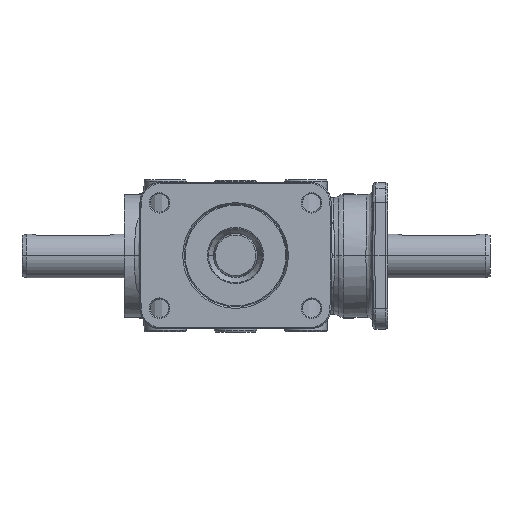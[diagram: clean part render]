
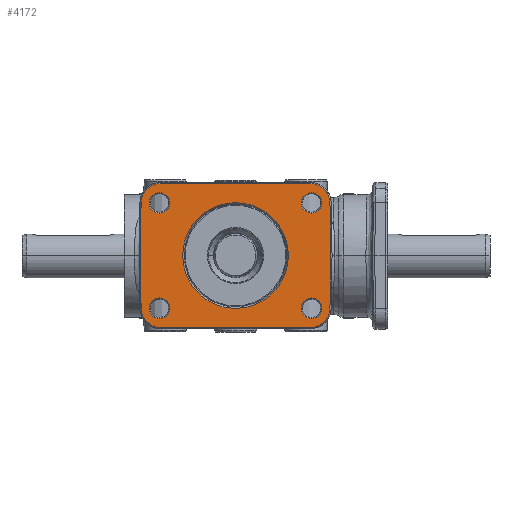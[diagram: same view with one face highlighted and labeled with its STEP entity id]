
A CAD part, top view. The second image highlights one B-rep face of the part: STEP entity #4172.
In plain terms, the highlighted planar face has unit normal (0, 0, 1).
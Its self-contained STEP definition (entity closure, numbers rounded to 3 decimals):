
#4172=ADVANCED_FACE('',(#8447,#8448,#8449,#8450,#8451,#8452),#8453,.F.);
#8447=FACE_OUTER_BOUND('',#44875,.T.);
#8448=FACE_BOUND('',#44876,.T.);
#8449=FACE_BOUND('',#44877,.T.);
#8450=FACE_BOUND('',#44878,.T.);
#8451=FACE_BOUND('',#44879,.T.);
#8452=FACE_BOUND('',#44880,.T.);
#8453=PLANE('',#44881);
#44875=EDGE_LOOP('',(#53502,#53503,#53504,#53505,#53506,#53507,#53508,#53509,#53510,#53511,#53512,#53513,#53514,#53515));
#44876=EDGE_LOOP('',(#53516,#53517));
#44877=EDGE_LOOP('',(#53518,#53519));
#44878=EDGE_LOOP('',(#53520,#53521));
#44879=EDGE_LOOP('',(#53522,#53523));
#44880=EDGE_LOOP('',(#53524,#53525));
#44881=AXIS2_PLACEMENT_3D('',#53526,#53527,#53528);
#53502=ORIENTED_EDGE('',*,*,#55403,.F.);
#53503=ORIENTED_EDGE('',*,*,#53976,.F.);
#53504=ORIENTED_EDGE('',*,*,#57648,.F.);
#53505=ORIENTED_EDGE('',*,*,#57650,.F.);
#53506=ORIENTED_EDGE('',*,*,#57653,.F.);
#53507=ORIENTED_EDGE('',*,*,#53971,.F.);
#53508=ORIENTED_EDGE('',*,*,#57656,.F.);
#53509=ORIENTED_EDGE('',*,*,#57658,.F.);
#53510=ORIENTED_EDGE('',*,*,#54627,.F.);
#53511=ORIENTED_EDGE('',*,*,#55393,.F.);
#53512=ORIENTED_EDGE('',*,*,#55395,.F.);
#53513=ORIENTED_EDGE('',*,*,#55398,.F.);
#53514=ORIENTED_EDGE('',*,*,#54622,.F.);
#53515=ORIENTED_EDGE('',*,*,#55401,.F.);
#53516=ORIENTED_EDGE('',*,*,#55196,.F.);
#53517=ORIENTED_EDGE('',*,*,#54815,.F.);
#53518=ORIENTED_EDGE('',*,*,#55201,.F.);
#53519=ORIENTED_EDGE('',*,*,#54805,.F.);
#53520=ORIENTED_EDGE('',*,*,#55206,.F.);
#53521=ORIENTED_EDGE('',*,*,#54795,.F.);
#53522=ORIENTED_EDGE('',*,*,#55211,.F.);
#53523=ORIENTED_EDGE('',*,*,#54785,.F.);
#53524=ORIENTED_EDGE('',*,*,#57670,.F.);
#53525=ORIENTED_EDGE('',*,*,#53948,.F.);
#53526=CARTESIAN_POINT('',(33.75,0.0,90.0));
#53527=DIRECTION('',(0.0,0.0,-1.0));
#53528=DIRECTION('',(0.0,-1.0,0.0));
#53948=EDGE_CURVE('',#57946,#57949,#57950,.T.);
#53971=EDGE_CURVE('',#57981,#57984,#57985,.T.);
#53976=EDGE_CURVE('',#57990,#57993,#57994,.T.);
#54622=EDGE_CURVE('',#59167,#59170,#59171,.T.);
#54627=EDGE_CURVE('',#59176,#59179,#59180,.T.);
#54785=EDGE_CURVE('',#59447,#59450,#59451,.T.);
#54795=EDGE_CURVE('',#59463,#59466,#59467,.T.);
#54805=EDGE_CURVE('',#59479,#59482,#59483,.T.);
#54815=EDGE_CURVE('',#59495,#59498,#59499,.T.);
#55196=EDGE_CURVE('',#59498,#59495,#60025,.T.);
#55201=EDGE_CURVE('',#59482,#59479,#60031,.T.);
#55206=EDGE_CURVE('',#59466,#59463,#60037,.T.);
#55211=EDGE_CURVE('',#59450,#59447,#60043,.T.);
#55393=EDGE_CURVE('',#60264,#59176,#60266,.T.);
#55395=EDGE_CURVE('',#60268,#60264,#60269,.T.);
#55398=EDGE_CURVE('',#59170,#60268,#60272,.T.);
#55401=EDGE_CURVE('',#60274,#59167,#60276,.T.);
#55403=EDGE_CURVE('',#57993,#60274,#60278,.T.);
#57648=EDGE_CURVE('',#63349,#57990,#63351,.T.);
#57650=EDGE_CURVE('',#63353,#63349,#63354,.T.);
#57653=EDGE_CURVE('',#57984,#63353,#63357,.T.);
#57656=EDGE_CURVE('',#63359,#57981,#63361,.T.);
#57658=EDGE_CURVE('',#59179,#63359,#63363,.T.);
#57670=EDGE_CURVE('',#57949,#57946,#63375,.T.);
#57946=VERTEX_POINT('',#63903);
#57949=VERTEX_POINT('',#63907);
#57950=CIRCLE('',#63908,18.077);
#57981=VERTEX_POINT('',#63948);
#57984=VERTEX_POINT('',#63952);
#57985=CIRCLE('',#63953,6.596);
#57990=VERTEX_POINT('',#63959);
#57993=VERTEX_POINT('',#63963);
#57994=CIRCLE('',#63964,6.596);
#59167=VERTEX_POINT('',#67842);
#59170=VERTEX_POINT('',#67846);
#59171=CIRCLE('',#67847,6.596);
#59176=VERTEX_POINT('',#67853);
#59179=VERTEX_POINT('',#67857);
#59180=CIRCLE('',#67858,6.596);
#59447=VERTEX_POINT('',#68521);
#59450=VERTEX_POINT('',#68525);
#59451=CIRCLE('',#68526,3.496);
#59463=VERTEX_POINT('',#68541);
#59466=VERTEX_POINT('',#68545);
#59467=CIRCLE('',#68546,3.496);
#59479=VERTEX_POINT('',#68561);
#59482=VERTEX_POINT('',#68565);
#59483=CIRCLE('',#68566,3.496);
#59495=VERTEX_POINT('',#68581);
#59498=VERTEX_POINT('',#68585);
#59499=CIRCLE('',#68586,3.496);
#60025=CIRCLE('',#70400,3.496);
#60031=CIRCLE('',#70406,3.496);
#60037=CIRCLE('',#70412,3.496);
#60043=CIRCLE('',#70418,3.496);
#60264=VERTEX_POINT('',#70892);
#60266=CIRCLE('',#70895,6.596);
#60268=VERTEX_POINT('',#70897);
#60269=LINE('',#70898,#70899);
#60272=LINE('',#70903,#70904);
#60274=VERTEX_POINT('',#70906);
#60276=CIRCLE('',#70909,6.596);
#60278=LINE('',#70911,#70912);
#63349=VERTEX_POINT('',#80385);
#63351=CIRCLE('',#80388,6.596);
#63353=VERTEX_POINT('',#80390);
#63354=LINE('',#80391,#80392);
#63357=LINE('',#80396,#80397);
#63359=VERTEX_POINT('',#80399);
#63361=CIRCLE('',#80402,6.596);
#63363=LINE('',#80404,#80405);
#63375=CIRCLE('',#80417,18.077);
#63903=CARTESIAN_POINT('',(-18.077,0.,90.0));
#63907=CARTESIAN_POINT('',(18.077,0.,90.0));
#63908=AXIS2_PLACEMENT_3D('',#80673,#80674,#80675);
#63948=CARTESIAN_POINT('',(-30.308,-22.705,90.0));
#63952=CARTESIAN_POINT('',(-32.28,-18.115,90.0));
#63953=AXIS2_PLACEMENT_3D('',#80707,#80708,#80709);
#63959=CARTESIAN_POINT('',(-30.308,22.705,90.0));
#63963=CARTESIAN_POINT('',(-25.685,24.596,90.0));
#63964=AXIS2_PLACEMENT_3D('',#80715,#80716,#80717);
#67842=CARTESIAN_POINT('',(30.308,22.705,90.0));
#67846=CARTESIAN_POINT('',(32.28,18.115,90.0));
#67847=AXIS2_PLACEMENT_3D('',#81300,#81301,#81302);
#67853=CARTESIAN_POINT('',(30.308,-22.705,90.0));
#67857=CARTESIAN_POINT('',(25.685,-24.596,90.0));
#67858=AXIS2_PLACEMENT_3D('',#81308,#81309,#81310);
#68521=CARTESIAN_POINT('',(-29.496,-18.0,90.0));
#68525=CARTESIAN_POINT('',(-22.504,-18.0,90.0));
#68526=AXIS2_PLACEMENT_3D('',#81523,#81524,#81525);
#68541=CARTESIAN_POINT('',(22.504,-18.0,90.0));
#68545=CARTESIAN_POINT('',(29.496,-18.0,90.0));
#68546=AXIS2_PLACEMENT_3D('',#81539,#81540,#81541);
#68561=CARTESIAN_POINT('',(22.504,18.0,90.0));
#68565=CARTESIAN_POINT('',(29.496,18.0,90.0));
#68566=AXIS2_PLACEMENT_3D('',#81555,#81556,#81557);
#68581=CARTESIAN_POINT('',(-29.496,18.0,90.0));
#68585=CARTESIAN_POINT('',(-22.504,18.0,90.0));
#68586=AXIS2_PLACEMENT_3D('',#81571,#81572,#81573);
#70400=AXIS2_PLACEMENT_3D('',#81990,#81991,#81992);
#70406=AXIS2_PLACEMENT_3D('',#81999,#82000,#82001);
#70412=AXIS2_PLACEMENT_3D('',#82008,#82009,#82010);
#70418=AXIS2_PLACEMENT_3D('',#82017,#82018,#82019);
#70892=CARTESIAN_POINT('',(32.28,-18.115,90.0));
#70895=AXIS2_PLACEMENT_3D('',#82244,#82245,#82246);
#70897=CARTESIAN_POINT('',(32.596,0.,90.0));
#70898=CARTESIAN_POINT('',(32.596,0.,90.0));
#70899=VECTOR('',#82247,18.118);
#70903=CARTESIAN_POINT('',(32.28,18.115,90.0));
#70904=VECTOR('',#82249,18.118);
#70906=CARTESIAN_POINT('',(25.685,24.596,90.0));
#70909=AXIS2_PLACEMENT_3D('',#82251,#82252,#82253);
#70911=CARTESIAN_POINT('',(-25.685,24.596,90.0));
#70912=VECTOR('',#82254,51.369);
#80385=CARTESIAN_POINT('',(-32.28,18.115,90.0));
#80388=AXIS2_PLACEMENT_3D('',#83953,#83954,#83955);
#80390=CARTESIAN_POINT('',(-32.596,0.,90.0));
#80391=CARTESIAN_POINT('',(-32.596,0.,90.0));
#80392=VECTOR('',#83956,18.118);
#80396=CARTESIAN_POINT('',(-32.28,-18.115,90.0));
#80397=VECTOR('',#83958,18.118);
#80399=CARTESIAN_POINT('',(-25.685,-24.596,90.0));
#80402=AXIS2_PLACEMENT_3D('',#83960,#83961,#83962);
#80404=CARTESIAN_POINT('',(25.685,-24.596,90.0));
#80405=VECTOR('',#83963,51.369);
#80417=AXIS2_PLACEMENT_3D('',#83976,#83977,#83978);
#80673=CARTESIAN_POINT('',(0.0,0.0,90.0));
#80674=DIRECTION('',(0.0,0.0,1.0));
#80675=DIRECTION('',(-1.0,0.0,0.0));
#80707=CARTESIAN_POINT('',(-25.685,-18.0,90.0));
#80708=DIRECTION('',(-0.0,0.0,-1.0));
#80709=DIRECTION('',(-0.701,-0.713,0.0));
#80715=CARTESIAN_POINT('',(-25.685,18.0,90.0));
#80716=DIRECTION('',(0.0,0.0,-1.0));
#80717=DIRECTION('',(-0.701,0.713,0.0));
#81300=CARTESIAN_POINT('',(25.685,18.0,90.0));
#81301=DIRECTION('',(0.0,0.0,-1.0));
#81302=DIRECTION('',(0.701,0.713,0.0));
#81308=CARTESIAN_POINT('',(25.685,-18.0,90.0));
#81309=DIRECTION('',(0.0,0.0,-1.0));
#81310=DIRECTION('',(0.701,-0.713,0.0));
#81523=CARTESIAN_POINT('',(-26.0,-18.0,90.0));
#81524=DIRECTION('',(0.0,0.0,1.0));
#81525=DIRECTION('',(-1.0,0.0,0.0));
#81539=CARTESIAN_POINT('',(26.0,-18.0,90.0));
#81540=DIRECTION('',(0.0,0.0,1.0));
#81541=DIRECTION('',(-1.0,0.0,0.0));
#81555=CARTESIAN_POINT('',(26.0,18.0,90.0));
#81556=DIRECTION('',(0.0,0.0,1.0));
#81557=DIRECTION('',(-1.0,0.0,0.0));
#81571=CARTESIAN_POINT('',(-26.0,18.0,90.0));
#81572=DIRECTION('',(0.0,0.0,1.0));
#81573=DIRECTION('',(-1.0,0.0,0.0));
#81990=CARTESIAN_POINT('',(-26.0,18.0,90.0));
#81991=DIRECTION('',(0.0,0.0,1.0));
#81992=DIRECTION('',(-1.0,0.0,0.0));
#81999=CARTESIAN_POINT('',(26.0,18.0,90.0));
#82000=DIRECTION('',(0.0,0.0,1.0));
#82001=DIRECTION('',(-1.0,0.0,0.0));
#82008=CARTESIAN_POINT('',(26.0,-18.0,90.0));
#82009=DIRECTION('',(0.0,0.0,1.0));
#82010=DIRECTION('',(-1.0,0.0,0.0));
#82017=CARTESIAN_POINT('',(-26.0,-18.0,90.0));
#82018=DIRECTION('',(0.0,0.0,1.0));
#82019=DIRECTION('',(-1.0,0.0,0.0));
#82244=CARTESIAN_POINT('',(25.685,-18.0,90.0));
#82245=DIRECTION('',(0.0,0.0,-1.0));
#82246=DIRECTION('',(0.701,-0.713,0.0));
#82247=DIRECTION('',(-0.017,-1.,0.0));
#82249=DIRECTION('',(0.017,-1.,0.0));
#82251=CARTESIAN_POINT('',(25.685,18.0,90.0));
#82252=DIRECTION('',(0.0,0.0,-1.0));
#82253=DIRECTION('',(0.701,0.713,0.0));
#82254=DIRECTION('',(1.0,0.0,0.0));
#83953=CARTESIAN_POINT('',(-25.685,18.0,90.0));
#83954=DIRECTION('',(0.0,0.0,-1.0));
#83955=DIRECTION('',(-0.701,0.713,0.0));
#83956=DIRECTION('',(0.017,1.,0.0));
#83958=DIRECTION('',(-0.017,1.,0.0));
#83960=CARTESIAN_POINT('',(-25.685,-18.0,90.0));
#83961=DIRECTION('',(-0.0,0.0,-1.0));
#83962=DIRECTION('',(-0.701,-0.713,0.0));
#83963=DIRECTION('',(-1.0,0.0,0.0));
#83976=CARTESIAN_POINT('',(0.0,0.0,90.0));
#83977=DIRECTION('',(0.0,0.0,1.0));
#83978=DIRECTION('',(-1.0,0.0,0.0));
